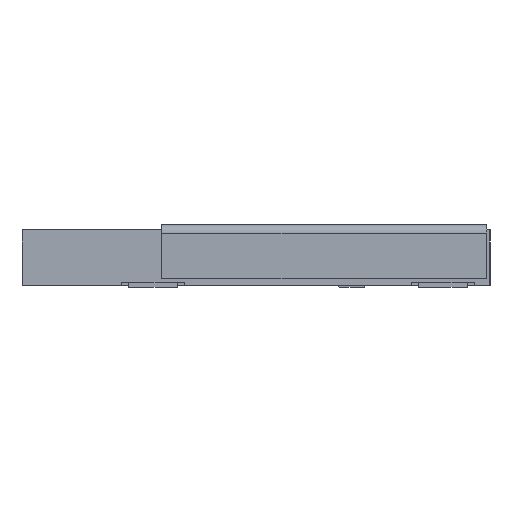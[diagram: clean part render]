
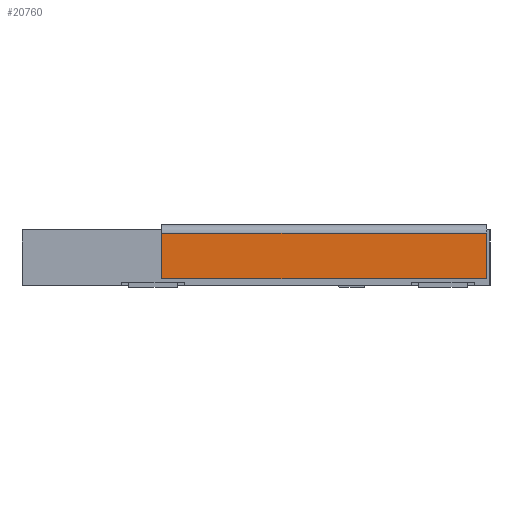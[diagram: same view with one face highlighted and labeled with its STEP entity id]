
A CAD part, left-side view. The second image highlights one B-rep face of the part: STEP entity #20760.
In plain terms, the highlighted planar face has unit normal (-1, 0, 0).
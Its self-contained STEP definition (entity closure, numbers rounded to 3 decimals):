
#48 = DIRECTION ( 'NONE',  ( 0., 0., 1. ) ) ;
#396 = PLANE ( 'NONE',  #11649 ) ;
#1380 = CARTESIAN_POINT ( 'NONE',  ( -6.8, -6.1, 0.2 ) ) ;
#1502 = DIRECTION ( 'NONE',  ( 0., 0., -1. ) ) ;
#1640 = CARTESIAN_POINT ( 'NONE',  ( -6.8, 3.2, 0.2 ) ) ;
#1778 = CARTESIAN_POINT ( 'NONE',  ( -6.8, 3.2, 1.6 ) ) ;
#1865 = LINE ( 'NONE', #3368, #10437 ) ;
#2342 = VERTEX_POINT ( 'NONE', #7079 ) ;
#2448 = VERTEX_POINT ( 'NONE', #1380 ) ;
#2591 = LINE ( 'NONE', #14899, #8703 ) ;
#3281 = ORIENTED_EDGE ( 'NONE', *, *, #8119, .T. ) ;
#3368 = CARTESIAN_POINT ( 'NONE',  ( -6.8, 3.2, 1.6 ) ) ;
#3978 = ORIENTED_EDGE ( 'NONE', *, *, #5823, .T. ) ;
#5255 = DIRECTION ( 'NONE',  ( 0., 1., 0. ) ) ;
#5823 = EDGE_CURVE ( 'NONE', #16540, #2448, #14111, .T. ) ;
#6981 = LINE ( 'NONE', #21098, #17794 ) ;
#7079 = CARTESIAN_POINT ( 'NONE',  ( -6.8, 3.2, 1.5 ) ) ;
#7694 = EDGE_CURVE ( 'NONE', #2342, #16540, #1865, .T. ) ;
#7920 = CARTESIAN_POINT ( 'NONE',  ( -6.8, -6.1, 1.5 ) ) ;
#8119 = EDGE_CURVE ( 'NONE', #2448, #16887, #2591, .T. ) ;
#8703 = VECTOR ( 'NONE', #22014, 1000. ) ;
#10437 = VECTOR ( 'NONE', #1502, 1000. ) ;
#11649 = AXIS2_PLACEMENT_3D ( 'NONE', #1778, #15831, #48 ) ;
#12370 = DIRECTION ( 'NONE',  ( 0., -1., 0. ) ) ;
#12987 = VECTOR ( 'NONE', #12370, 1000. ) ;
#14111 = LINE ( 'NONE', #1640, #12987 ) ;
#14899 = CARTESIAN_POINT ( 'NONE',  ( -6.8, -6.1, -8.25 ) ) ;
#15274 = ORIENTED_EDGE ( 'NONE', *, *, #18604, .T. ) ;
#15428 = CARTESIAN_POINT ( 'NONE',  ( -6.8, 3.2, 0.2 ) ) ;
#15831 = DIRECTION ( 'NONE',  ( -1., 0., 0. ) ) ;
#16540 = VERTEX_POINT ( 'NONE', #15428 ) ;
#16887 = VERTEX_POINT ( 'NONE', #7920 ) ;
#17794 = VECTOR ( 'NONE', #5255, 1000. ) ;
#17814 = FACE_OUTER_BOUND ( 'NONE', #22483, .T. ) ;
#18604 = EDGE_CURVE ( 'NONE', #16887, #2342, #6981, .T. ) ;
#19006 = ORIENTED_EDGE ( 'NONE', *, *, #7694, .T. ) ;
#20760 = ADVANCED_FACE ( 'NONE', ( #17814 ), #396, .T. ) ;
#21098 = CARTESIAN_POINT ( 'NONE',  ( -6.8, 3.2, 1.5 ) ) ;
#22014 = DIRECTION ( 'NONE',  ( 0., 0., 1. ) ) ;
#22483 = EDGE_LOOP ( 'NONE', ( #3281, #15274, #19006, #3978 ) ) ;
